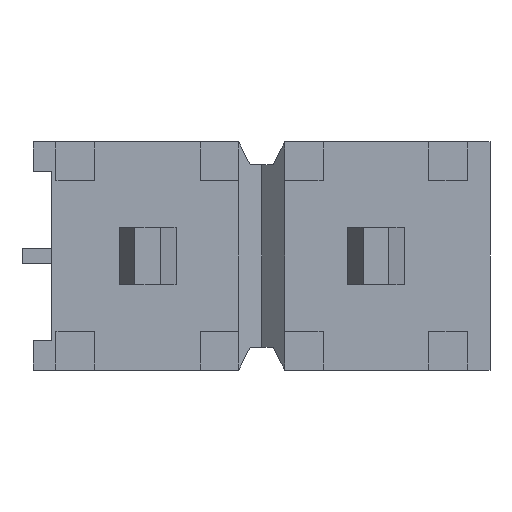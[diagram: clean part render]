
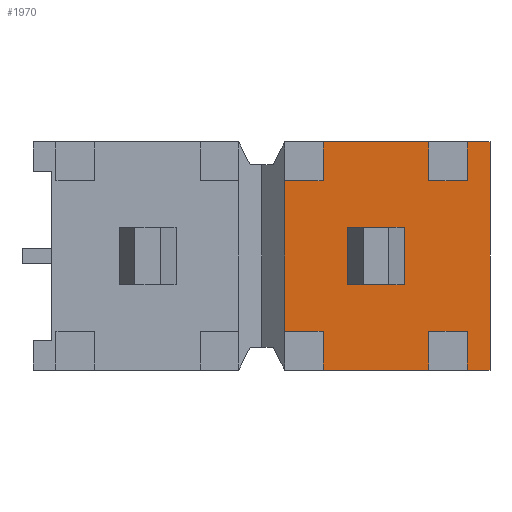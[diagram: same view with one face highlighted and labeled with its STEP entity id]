
A CAD part, front view. The second image highlights one B-rep face of the part: STEP entity #1970.
In plain terms, the highlighted planar face has unit normal (0, -1, 0).
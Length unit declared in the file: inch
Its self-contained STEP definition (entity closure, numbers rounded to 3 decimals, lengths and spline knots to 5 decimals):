
#323=ORIENTED_EDGE('',*,*,#739,.T.);
#324=ORIENTED_EDGE('',*,*,#624,.T.);
#325=ORIENTED_EDGE('',*,*,#682,.T.);
#326=ORIENTED_EDGE('',*,*,#757,.T.);
#327=ORIENTED_EDGE('',*,*,#693,.F.);
#328=ORIENTED_EDGE('',*,*,#620,.T.);
#329=ORIENTED_EDGE('',*,*,#698,.T.);
#330=ORIENTED_EDGE('',*,*,#758,.T.);
#331=ORIENTED_EDGE('',*,*,#604,.F.);
#332=ORIENTED_EDGE('',*,*,#759,.F.);
#333=ORIENTED_EDGE('',*,*,#699,.T.);
#334=ORIENTED_EDGE('',*,*,#645,.T.);
#335=ORIENTED_EDGE('',*,*,#696,.F.);
#336=ORIENTED_EDGE('',*,*,#760,.F.);
#337=ORIENTED_EDGE('',*,*,#683,.T.);
#338=ORIENTED_EDGE('',*,*,#641,.T.);
#339=ORIENTED_EDGE('',*,*,#721,.F.);
#340=ORIENTED_EDGE('',*,*,#708,.F.);
#341=ORIENTED_EDGE('',*,*,#705,.F.);
#342=ORIENTED_EDGE('',*,*,#702,.F.);
#604=EDGE_CURVE('',#876,#872,#1054,.T.);
#620=EDGE_CURVE('',#889,#888,#1070,.T.);
#624=EDGE_CURVE('',#893,#892,#1074,.T.);
#641=EDGE_CURVE('',#906,#905,#1091,.T.);
#645=EDGE_CURVE('',#910,#909,#1095,.T.);
#682=EDGE_CURVE('',#892,#931,#1132,.T.);
#683=EDGE_CURVE('',#932,#906,#1133,.T.);
#693=EDGE_CURVE('',#889,#937,#1143,.T.);
#696=EDGE_CURVE('',#938,#909,#1146,.T.);
#698=EDGE_CURVE('',#888,#939,#1148,.T.);
#699=EDGE_CURVE('',#940,#910,#1149,.T.);
#702=EDGE_CURVE('',#942,#943,#1152,.T.);
#705=EDGE_CURVE('',#943,#945,#1155,.T.);
#708=EDGE_CURVE('',#945,#947,#1158,.T.);
#721=EDGE_CURVE('',#947,#942,#1171,.T.);
#739=EDGE_CURVE('',#905,#893,#1189,.T.);
#757=EDGE_CURVE('',#931,#937,#1207,.T.);
#758=EDGE_CURVE('',#939,#872,#1208,.T.);
#759=EDGE_CURVE('',#940,#876,#1209,.T.);
#760=EDGE_CURVE('',#932,#938,#1210,.T.);
#872=VERTEX_POINT('',#2696);
#876=VERTEX_POINT('',#2705);
#888=VERTEX_POINT('',#2735);
#889=VERTEX_POINT('',#2737);
#892=VERTEX_POINT('',#2743);
#893=VERTEX_POINT('',#2745);
#905=VERTEX_POINT('',#2775);
#906=VERTEX_POINT('',#2777);
#909=VERTEX_POINT('',#2783);
#910=VERTEX_POINT('',#2785);
#931=VERTEX_POINT('',#2857);
#932=VERTEX_POINT('',#2861);
#937=VERTEX_POINT('',#2881);
#938=VERTEX_POINT('',#2885);
#939=VERTEX_POINT('',#2889);
#940=VERTEX_POINT('',#2893);
#942=VERTEX_POINT('',#2898);
#943=VERTEX_POINT('',#2900);
#945=VERTEX_POINT('',#2906);
#947=VERTEX_POINT('',#2912);
#1054=LINE('',#2706,#1328);
#1070=LINE('',#2736,#1344);
#1074=LINE('',#2744,#1348);
#1091=LINE('',#2776,#1365);
#1095=LINE('',#2784,#1369);
#1132=LINE('',#2858,#1406);
#1133=LINE('',#2860,#1407);
#1143=LINE('',#2880,#1417);
#1146=LINE('',#2886,#1420);
#1148=LINE('',#2890,#1422);
#1149=LINE('',#2892,#1423);
#1152=LINE('',#2899,#1426);
#1155=LINE('',#2905,#1429);
#1158=LINE('',#2911,#1432);
#1171=LINE('',#2938,#1445);
#1189=LINE('',#2973,#1463);
#1207=LINE('',#3006,#1481);
#1208=LINE('',#3007,#1482);
#1209=LINE('',#3008,#1483);
#1210=LINE('',#3009,#1484);
#1328=VECTOR('',#2193,39.37008);
#1344=VECTOR('',#2213,39.37008);
#1348=VECTOR('',#2217,39.37008);
#1365=VECTOR('',#2238,39.37008);
#1369=VECTOR('',#2242,39.37008);
#1406=VECTOR('',#2309,39.37008);
#1407=VECTOR('',#2312,39.37008);
#1417=VECTOR('',#2332,39.37008);
#1420=VECTOR('',#2337,39.37008);
#1422=VECTOR('',#2341,39.37008);
#1423=VECTOR('',#2344,39.37008);
#1426=VECTOR('',#2349,39.37008);
#1429=VECTOR('',#2354,39.37008);
#1432=VECTOR('',#2359,39.37008);
#1445=VECTOR('',#2380,39.37008);
#1463=VECTOR('',#2408,39.37008);
#1481=VECTOR('',#2448,39.37008);
#1482=VECTOR('',#2449,39.37008);
#1483=VECTOR('',#2450,39.37008);
#1484=VECTOR('',#2451,39.37008);
#1635=EDGE_LOOP('',(#323,#324,#325,#326,#327,#328,#329,#330,#331,#332,#333,
#334,#335,#336,#337,#338));
#1636=EDGE_LOOP('',(#339,#340,#341,#342));
#1751=FACE_BOUND('',#1635,.T.);
#1752=FACE_BOUND('',#1636,.T.);
#1863=PLANE('',#2103);
#1970=ADVANCED_FACE('',(#1751,#1752),#1863,.T.);
#2103=AXIS2_PLACEMENT_3D('',#3005,#2446,#2447);
#2193=DIRECTION('',(0.,0.,1.));
#2213=DIRECTION('',(-1.,0.,0.));
#2217=DIRECTION('',(-1.,0.,0.));
#2238=DIRECTION('',(1.,0.,0.));
#2242=DIRECTION('',(1.,0.,0.));
#2309=DIRECTION('',(0.,0.,-1.));
#2312=DIRECTION('',(0.,0.,-1.));
#2332=DIRECTION('',(0.,0.,-1.));
#2337=DIRECTION('',(0.,0.,-1.));
#2341=DIRECTION('',(0.,0.,-1.));
#2344=DIRECTION('',(0.,0.,-1.));
#2349=DIRECTION('',(1.,0.,0.));
#2354=DIRECTION('',(0.,0.,1.));
#2359=DIRECTION('',(-1.,0.,0.));
#2380=DIRECTION('',(0.,0.,-1.));
#2408=DIRECTION('',(0.,0.,1.));
#2446=DIRECTION('',(0.,-1.,0.));
#2447=DIRECTION('',(0.,0.,-1.));
#2448=DIRECTION('',(-1.,0.,0.));
#2449=DIRECTION('',(-1.,0.,0.));
#2450=DIRECTION('',(-1.,0.,0.));
#2451=DIRECTION('',(-1.,0.,0.));
#2696=CARTESIAN_POINT('',(0.01,0.02,0.033));
#2705=CARTESIAN_POINT('',(0.01,0.02,-0.033));
#2706=CARTESIAN_POINT('',(0.01,0.02,0.2));
#2735=CARTESIAN_POINT('',(0.02688,0.02,0.05));
#2736=CARTESIAN_POINT('',(-0.1,0.02,0.05));
#2737=CARTESIAN_POINT('',(0.07312,0.02,0.05));
#2743=CARTESIAN_POINT('',(0.09012,0.02,0.05));
#2744=CARTESIAN_POINT('',(-0.1,0.02,0.05));
#2745=CARTESIAN_POINT('',(0.1,0.02,0.05));
#2775=CARTESIAN_POINT('',(0.1,0.02,-0.05));
#2776=CARTESIAN_POINT('',(0.1,0.02,-0.05));
#2777=CARTESIAN_POINT('',(0.09012,0.02,-0.05));
#2783=CARTESIAN_POINT('',(0.07312,0.02,-0.05));
#2784=CARTESIAN_POINT('',(0.1,0.02,-0.05));
#2785=CARTESIAN_POINT('',(0.02688,0.02,-0.05));
#2857=CARTESIAN_POINT('',(0.09012,0.02,0.033));
#2858=CARTESIAN_POINT('',(0.09012,0.02,0.1));
#2860=CARTESIAN_POINT('',(0.09012,0.02,0.1));
#2861=CARTESIAN_POINT('',(0.09012,0.02,-0.033));
#2880=CARTESIAN_POINT('',(0.07312,0.02,0.1));
#2881=CARTESIAN_POINT('',(0.07312,0.02,0.033));
#2885=CARTESIAN_POINT('',(0.07312,0.02,-0.033));
#2886=CARTESIAN_POINT('',(0.07312,0.02,0.1));
#2889=CARTESIAN_POINT('',(0.02688,0.02,0.033));
#2890=CARTESIAN_POINT('',(0.02688,0.02,0.1));
#2892=CARTESIAN_POINT('',(0.02688,0.02,0.1));
#2893=CARTESIAN_POINT('',(0.02688,0.02,-0.033));
#2898=CARTESIAN_POINT('',(0.0375,0.02,-0.0125));
#2899=CARTESIAN_POINT('',(0.0625,0.02,-0.0125));
#2900=CARTESIAN_POINT('',(0.0625,0.02,-0.0125));
#2905=CARTESIAN_POINT('',(0.0625,0.02,0.0125));
#2906=CARTESIAN_POINT('',(0.0625,0.02,0.0125));
#2911=CARTESIAN_POINT('',(0.0375,0.02,0.0125));
#2912=CARTESIAN_POINT('',(0.0375,0.02,0.0125));
#2938=CARTESIAN_POINT('',(0.0375,0.02,-0.0125));
#2973=CARTESIAN_POINT('',(0.1,0.02,0.05));
#3005=CARTESIAN_POINT('',(0.13637,0.02,0.1));
#3006=CARTESIAN_POINT('',(0.2,0.02,0.033));
#3007=CARTESIAN_POINT('',(0.2,0.02,0.033));
#3008=CARTESIAN_POINT('',(0.2,0.02,-0.033));
#3009=CARTESIAN_POINT('',(0.2,0.02,-0.033));
